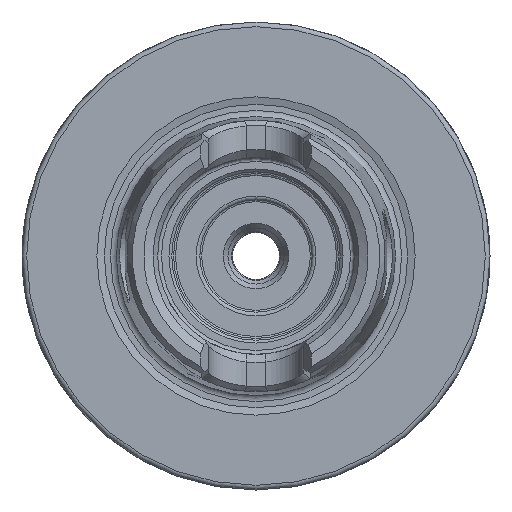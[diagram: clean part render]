
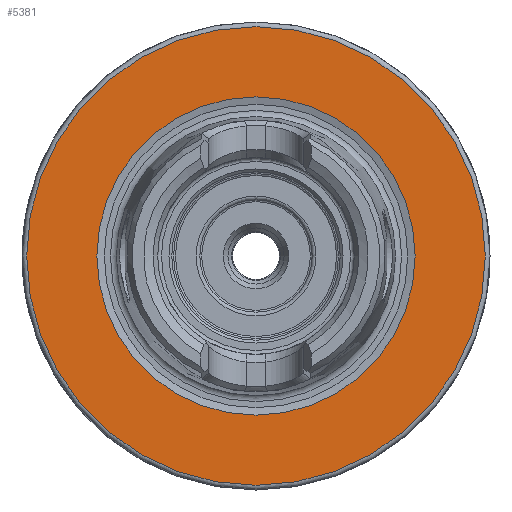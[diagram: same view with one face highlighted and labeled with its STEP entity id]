
A CAD part, left-side view. The second image highlights one B-rep face of the part: STEP entity #5381.
In plain terms, the highlighted planar face has unit normal (-1, 0, 0).
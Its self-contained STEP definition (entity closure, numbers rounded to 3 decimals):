
#5347=CARTESIAN_POINT('',(0.0,17.,0.0));
#5348=VERTEX_POINT('',#5347);
#5349=CARTESIAN_POINT('',(0.0,0.0,0.0));
#5350=DIRECTION('',(1.0,0.0,0.0));
#5351=DIRECTION('',(0.0,1.0,0.0));
#5352=AXIS2_PLACEMENT_3D('',#5349,#5350,#5351);
#5353=CIRCLE('',#5352,17.);
#5354=EDGE_CURVE('',#5348,#5348,#5353,.T.);
#5362=CARTESIAN_POINT('',(0.0,20.75,0.0));
#5363=DIRECTION('',(-1.0,0.0,0.0));
#5364=DIRECTION('',(0.0,0.0,1.0));
#5365=AXIS2_PLACEMENT_3D('',#5362,#5363,#5364);
#5366=PLANE('',#5365);
#5367=CARTESIAN_POINT('',(0.0,24.5,0.0));
#5368=VERTEX_POINT('',#5367);
#5369=CARTESIAN_POINT('',(0.0,0.0,0.0));
#5370=DIRECTION('',(1.0,0.0,0.0));
#5371=DIRECTION('',(0.0,1.0,0.0));
#5372=AXIS2_PLACEMENT_3D('',#5369,#5370,#5371);
#5373=CIRCLE('',#5372,24.5);
#5374=EDGE_CURVE('',#5368,#5368,#5373,.T.);
#5375=ORIENTED_EDGE('',*,*,#5374,.F.);
#5376=EDGE_LOOP('',(#5375));
#5377=FACE_OUTER_BOUND('',#5376,.T.);
#5378=ORIENTED_EDGE('',*,*,#5354,.T.);
#5379=EDGE_LOOP('',(#5378));
#5380=FACE_BOUND('',#5379,.T.);
#5381=ADVANCED_FACE('',(#5377,#5380),#5366,.T.);
